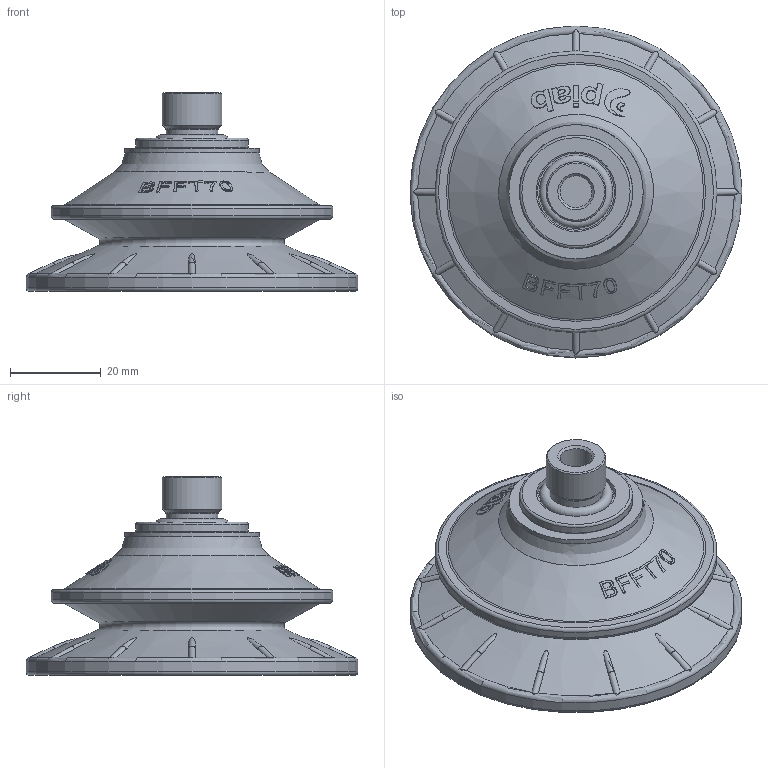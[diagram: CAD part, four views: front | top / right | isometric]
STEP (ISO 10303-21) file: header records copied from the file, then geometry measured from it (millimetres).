
FILE_DESCRIPTION( ( 'Unknown' ), '1' );
FILE_NAME( 'SE-0412460.stp', 'Unknown', ( 'Unknown' ), ( 'Unknown' ), 'PSStep 17.0.49', 'Unknown', ' ' );
FILE_SCHEMA( ( 'AUTOMOTIVE_DESIGN { 1 0 10303 214 1 1 1 1 }' ) );
Length unit declared in the file: millimetre
Products named in the file (7): SE-0414236; SE-0411036; 0123110; 0119707; Assem1; SE-0412308; SE-0408103
Assembly tree (6 placements, depth 3):
  Assem1
    SE-0412308
    SE-0408103
    SE-0414236
      SE-0411036
      0123110
      0119707
Bounding box: 73 x 73 x 43.7 mm (x, y, z)
Volume: 71413.6 mm3; surface area: 19959.4 mm2
Topology: 5 solids, 5 shells, 302 faces, 765 edges, 503 vertices
Faces by surface type: bspline 161, plane 44, cylinder 35, cone 30, torus 30, sphere 2
Full cylindrical faces by diameter (mm): 7 x1, 10.3 x1, 10.6 x1, 11 x2, 11.4 x1, 13.157 x1, 14.8 x1, 14.95 x1, 16.662 x1, 17.5 x1, 18.1 x1, 19 x2, 21.4 x1, 21.5 x1, 23 x1, 24.5 x1, 24.8 x1, 25 x1, 29.531 x1, 62 x1, 73 x1
Entity records: 18213 total; most frequent: CARTESIAN_POINT 10000, ORIENTED_EDGE 1380, EDGE_CURVE 690, DIRECTION 645, VERTEX_POINT 488, B_SPLINE_CURVE_WITH_KNOTS 448, EDGE_LOOP 393, FACE_OUTER_BOUND 344
